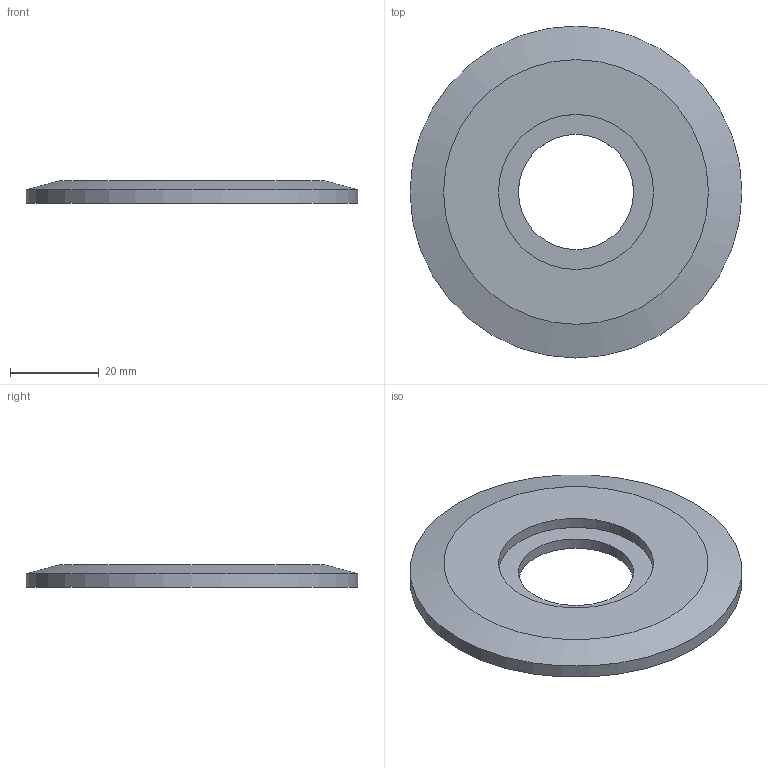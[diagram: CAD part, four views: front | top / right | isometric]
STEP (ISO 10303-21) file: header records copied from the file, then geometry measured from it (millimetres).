
FILE_DESCRIPTION(/* description */ (''),/* implementation_level */ '2;1');
FILE_NAME(/* name */ 'qf50-200-sb_1.stp',/* time_stamp */ '2021-07-18T21:34:00+02:00',/* author */ ('vakilim'),/* organization */ (''),/* preprocessor_version */ 'ST-DEVELOPER v17',/* originating_system */ 'Autodesk Inventor 2018',/* authorisation */ '');
FILE_SCHEMA (('AUTOMOTIVE_DESIGN { 1 0 10303 214 3 1 1 }'));
Length unit declared in the file: millimetre
Products named in the file (1): qf50-200-sb_1
Bounding box: 74.93 x 74.93 x 5.08 mm (x, y, z)
Volume: 15623.6 mm3; surface area: 9842.8 mm2
Topology: 1 solids, 1 shells, 11 faces, 28 edges, 22 vertices
Faces by surface type: cylinder 5, plane 5, cone 1
Full cylindrical faces by diameter (mm): 26 x1, 35 x1, 46.101 x1, 52.451 x1, 74.93 x1
Entity records: 407 total; most frequent: DIRECTION 74, CARTESIAN_POINT 62, ORIENTED_EDGE 56, AXIS2_PLACEMENT_3D 34, EDGE_CURVE 28, CIRCLE 22, VERTEX_POINT 22, EDGE_LOOP 16
